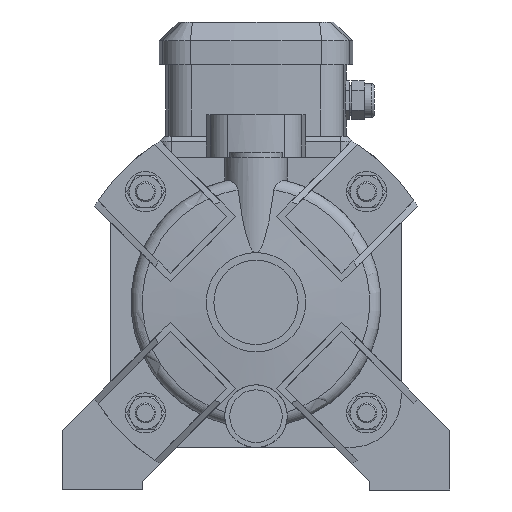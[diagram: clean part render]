
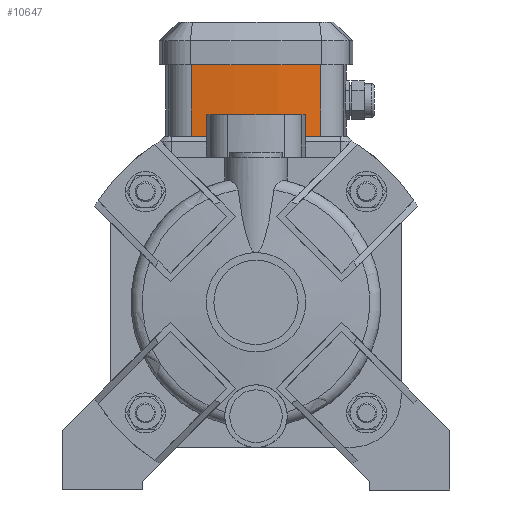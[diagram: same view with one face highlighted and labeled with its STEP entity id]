
A CAD part, left-side view. The second image highlights one B-rep face of the part: STEP entity #10647.
In plain terms, the highlighted cylindrical face has radius 229.062 mm (diameter 458.125 mm), a partial arc.
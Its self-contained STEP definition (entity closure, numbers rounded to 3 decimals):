
#1226=LINE('',#19442,#2029);
#1230=LINE('',#19449,#2033);
#2029=VECTOR('',#14648,10.);
#2033=VECTOR('',#14658,10.);
#3082=FACE_OUTER_BOUND('',#3792,.T.);
#3792=EDGE_LOOP('',(#9810,#9811,#9812,#9813));
#4289=CIRCLE('',#11679,229.062);
#4323=CIRCLE('',#11735,229.062);
#5299=VERTEX_POINT('',#19233);
#5300=VERTEX_POINT('',#19235);
#5335=VERTEX_POINT('',#19422);
#5336=VERTEX_POINT('',#19424);
#6779=EDGE_CURVE('',#5299,#5300,#4289,.T.);
#6832=EDGE_CURVE('',#5336,#5335,#4323,.T.);
#6841=EDGE_CURVE('',#5300,#5335,#1226,.T.);
#6845=EDGE_CURVE('',#5336,#5299,#1230,.T.);
#9810=ORIENTED_EDGE('',*,*,#6841,.F.);
#9811=ORIENTED_EDGE('',*,*,#6779,.F.);
#9812=ORIENTED_EDGE('',*,*,#6845,.F.);
#9813=ORIENTED_EDGE('',*,*,#6832,.T.);
#10040=CYLINDRICAL_SURFACE('',#11749,229.062);
#10647=ADVANCED_FACE('',(#3082),#10040,.T.);
#11679=AXIS2_PLACEMENT_3D('',#19236,#14492,#14493);
#11735=AXIS2_PLACEMENT_3D('',#19425,#14622,#14623);
#11749=AXIS2_PLACEMENT_3D('',#19451,#14661,#14662);
#14492=DIRECTION('center_axis',(0.,0.,-1.));
#14493=DIRECTION('ref_axis',(-0.989,0.147,0.));
#14622=DIRECTION('center_axis',(0.,0.,-1.));
#14623=DIRECTION('ref_axis',(-0.989,0.147,0.));
#14648=DIRECTION('',(0.,0.,1.));
#14658=DIRECTION('',(0.,0.,-1.));
#14661=DIRECTION('center_axis',(0.,0.,1.));
#14662=DIRECTION('ref_axis',(-0.989,0.147,0.));
#19233=CARTESIAN_POINT('',(61.977,-25.971,141.4));
#19235=CARTESIAN_POINT('',(61.977,25.971,141.4));
#19236=CARTESIAN_POINT('Origin',(289.562,0.,
141.4));
#19422=CARTESIAN_POINT('',(61.977,25.971,169.9));
#19424=CARTESIAN_POINT('',(61.977,-25.971,169.9));
#19425=CARTESIAN_POINT('Origin',(289.562,0.,
169.9));
#19442=CARTESIAN_POINT('',(61.977,25.971,141.4));
#19449=CARTESIAN_POINT('',(61.977,-25.971,141.4));
#19451=CARTESIAN_POINT('Origin',(289.562,0.,
141.4));
